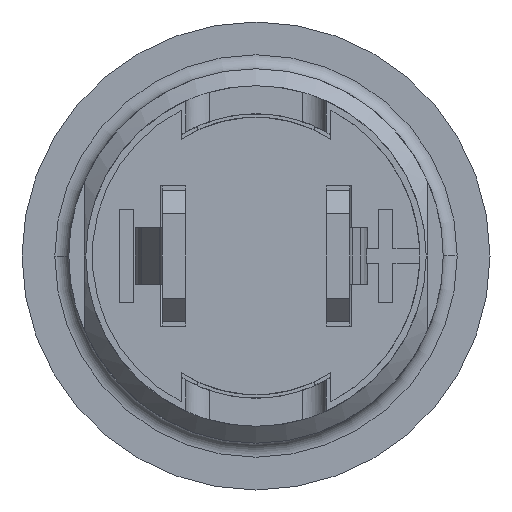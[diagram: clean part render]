
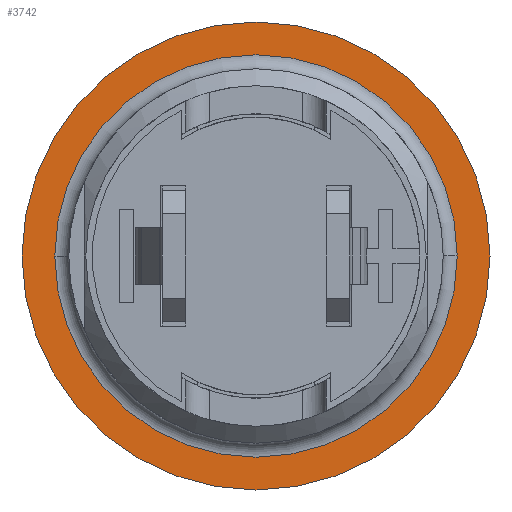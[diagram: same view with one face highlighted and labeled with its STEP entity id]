
A CAD part, front view. The second image highlights one B-rep face of the part: STEP entity #3742.
In plain terms, the highlighted planar face has unit normal (0, -1, 0).
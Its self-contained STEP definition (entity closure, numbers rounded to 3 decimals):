
#67=CARTESIAN_POINT('',(0.,28.1,0.));
#68=DIRECTION('',(0.,-1.,0.));
#69=DIRECTION('',(-1.,0.,0.));
#70=AXIS2_PLACEMENT_3D('',#67,#68,#69);
#72=CARTESIAN_POINT('',(0.,28.1,0.));
#73=DIRECTION('',(0.,1.,0.));
#74=DIRECTION('',(-1.,0.,0.));
#75=AXIS2_PLACEMENT_3D('',#72,#73,#74);
#77=CARTESIAN_POINT('',(0.,28.1,0.));
#78=DIRECTION('',(0.,1.,0.));
#79=DIRECTION('',(-1.,0.,0.));
#80=AXIS2_PLACEMENT_3D('',#77,#78,#79);
#82=CARTESIAN_POINT('',(0.,28.1,0.));
#83=DIRECTION('',(0.,1.,0.));
#84=DIRECTION('',(1.,0.,0.));
#85=AXIS2_PLACEMENT_3D('',#82,#83,#84);
#2932=CARTESIAN_POINT('',(-5.,28.1,0.));
#2933=CARTESIAN_POINT('',(5.,28.1,0.));
#2934=VERTEX_POINT('',#2932);
#2935=VERTEX_POINT('',#2933);
#2996=CARTESIAN_POINT('',(-4.3,28.1,0.));
#2997=CARTESIAN_POINT('',(4.3,28.1,0.));
#2998=VERTEX_POINT('',#2996);
#2999=VERTEX_POINT('',#2997);
#3727=CARTESIAN_POINT('',(0.,28.1,0.));
#3728=DIRECTION('',(0.,1.,0.));
#3729=DIRECTION('',(1.,0.,0.));
#3730=AXIS2_PLACEMENT_3D('',#3727,#3728,#3729);
#3731=PLANE('',#3730);
#3732=ORIENTED_EDGE('',*,*,#3673,.F.);
#3733=ORIENTED_EDGE('',*,*,#3695,.T.);
#3734=EDGE_LOOP('',(#3732,#3733));
#3735=FACE_OUTER_BOUND('',#3734,.F.);
#3737=ORIENTED_EDGE('',*,*,#3736,.F.);
#3739=ORIENTED_EDGE('',*,*,#3738,.F.);
#3740=EDGE_LOOP('',(#3737,#3739));
#3741=FACE_BOUND('',#3740,.F.);
#71=CIRCLE('',#70,5.);
#76=CIRCLE('',#75,5.);
#81=CIRCLE('',#80,4.3);
#86=CIRCLE('',#85,4.3);
#3673=EDGE_CURVE('',#2934,#2935,#71,.T.);
#3695=EDGE_CURVE('',#2934,#2935,#76,.T.);
#3736=EDGE_CURVE('',#2998,#2999,#81,.T.);
#3738=EDGE_CURVE('',#2999,#2998,#86,.T.);
#3742=ADVANCED_FACE('',(#3735,#3741),#3731,.F.);
